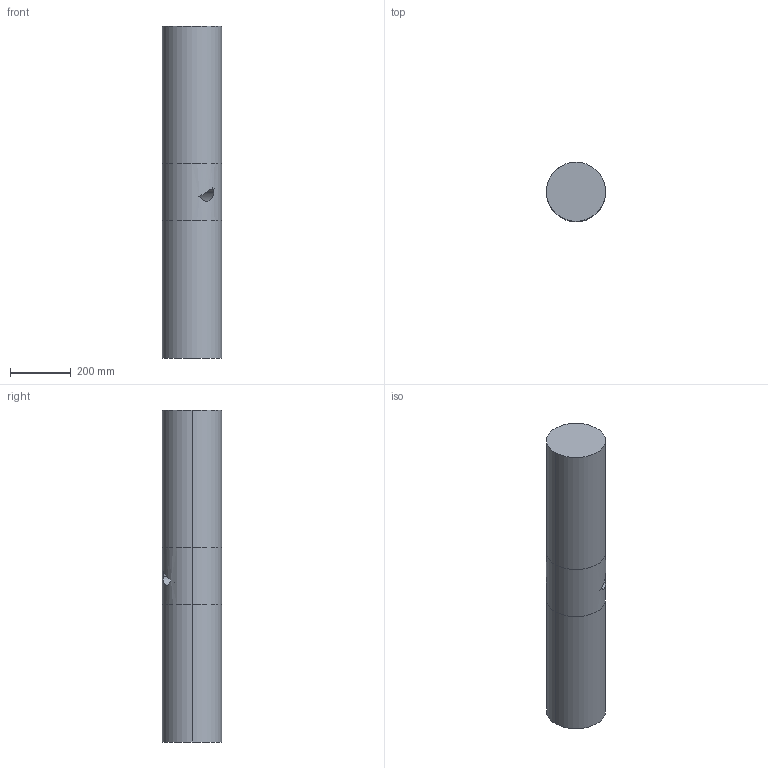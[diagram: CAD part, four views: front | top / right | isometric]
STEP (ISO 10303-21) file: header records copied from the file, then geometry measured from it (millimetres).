
FILE_DESCRIPTION (( 'STEP AP214' ), '1' );
FILE_NAME ('3.3 solido1.STEP', '2015-06-18T10:03:04', ( '' ), ( '' ), 'SwSTEP 2.0', 'SolidWorks 2014', '' );
FILE_SCHEMA (( 'AUTOMOTIVE_DESIGN' ));
Length unit declared in the file: millimetre
Products named in the file (1): 3.3 solido1
Bounding box: 194 x 194 x 1089 mm (x, y, z)
Volume: 31809605.2 mm3; surface area: 786972.1 mm2
Topology: 1 solids, 1 shells, 20 faces, 46 edges, 28 vertices
Faces by surface type: cylinder 15, plane 5
Entity records: 930 total; most frequent: CARTESIAN_POINT 237, ORIENTED_EDGE 92, DIRECTION 88, EDGE_CURVE 46, AXIS2_PLACEMENT_3D 35, VERTEX_POINT 28, UNCERTAINTY_MEASURE_WITH_UNIT 23, MECHANICAL_DESIGN_GEOMETRIC_PRESENTATION_REPRESENTATION 22
